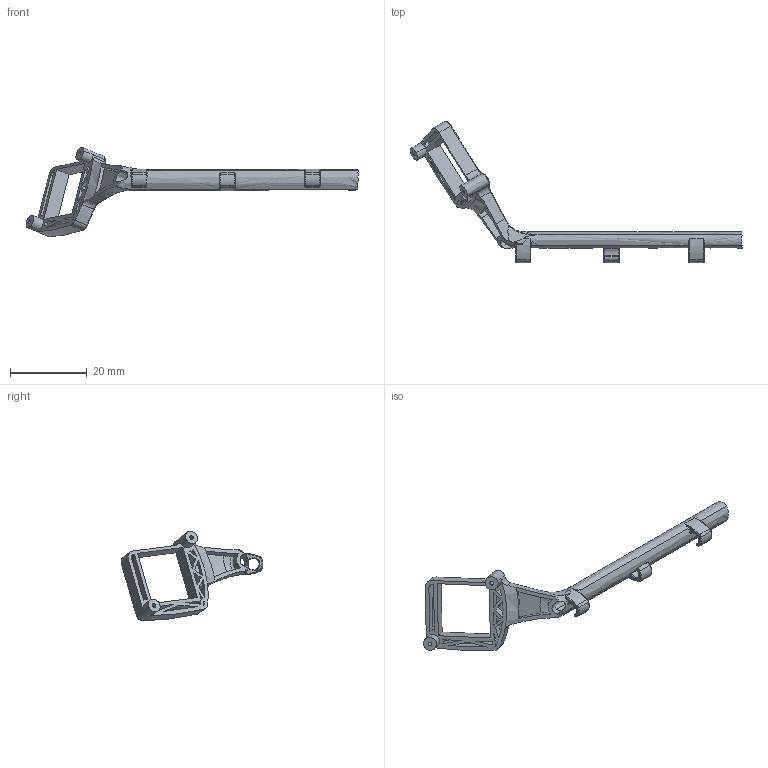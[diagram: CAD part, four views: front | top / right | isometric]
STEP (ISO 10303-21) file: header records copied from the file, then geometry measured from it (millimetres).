
FILE_DESCRIPTION(/* description */ (''),/* implementation_level */ '2;1');
FILE_NAME(/* name */ 'MICROS~1',/* time_stamp */ '2013-03-20T07:44:15-04:00',/* author */ (''),/* organization */ (''),/* preprocessor_version */ 'ST-DEVELOPER v15',/* originating_system */ '',/* authorisation */ '');
FILE_SCHEMA (('AUTOMOTIVE_DESIGN'));
Length unit declared in the file: millimetre
Products named in the file (1): Document
Bounding box: 86.5 x 36.91 x 23.33 mm (x, y, z)
Volume: 1710.8 mm3; surface area: 3552.2 mm2
Topology: 1 solids, 1 shells, 291 faces, 744 edges, 451 vertices
Faces by surface type: bspline 223, plane 68
Entity records: 16166 total; most frequent: CARTESIAN_POINT 11886, ORIENTED_EDGE 1474, EDGE_CURVE 737, VERTEX_POINT 451, B_SPLINE_CURVE_WITH_KNOTS 432, EDGE_LOOP 306, ADVANCED_FACE 291, FACE_OUTER_BOUND 291
